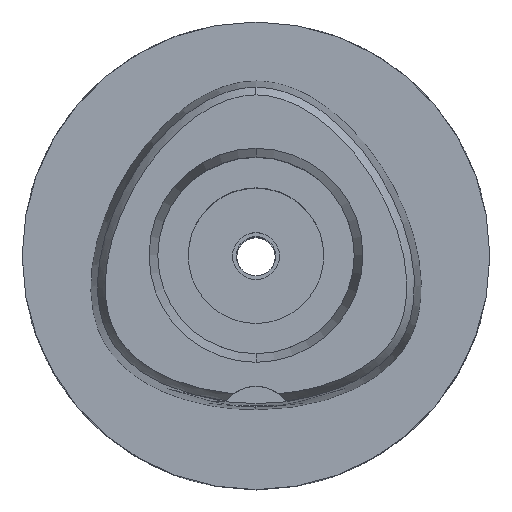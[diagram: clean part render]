
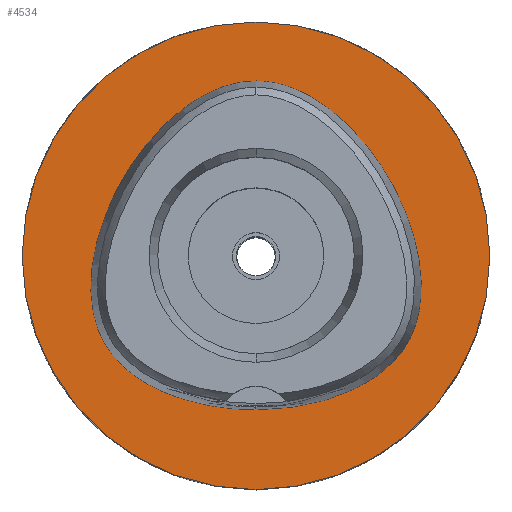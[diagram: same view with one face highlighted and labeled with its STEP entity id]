
A CAD part, top view. The second image highlights one B-rep face of the part: STEP entity #4534.
In plain terms, the highlighted planar face has unit normal (0, 0, 1).
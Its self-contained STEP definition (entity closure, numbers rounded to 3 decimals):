
#41 = FACE_BOUND ( 'NONE', #598, .T. ) ;
#92 = CARTESIAN_POINT ( 'NONE',  ( 14.788, -11.282, 0. ) ) ;
#115 = CARTESIAN_POINT ( 'NONE',  ( 7.968, 15.831, 0. ) ) ;
#141 = CARTESIAN_POINT ( 'NONE',  ( 8.947, -15.039, 0. ) ) ;
#171 = CARTESIAN_POINT ( 'NONE',  ( -11.466, 12.452, 0. ) ) ;
#251 = CARTESIAN_POINT ( 'NONE',  ( 0., 18.695, 0. ) ) ;
#364 = CARTESIAN_POINT ( 'NONE',  ( 0., 0., 0. ) ) ;
#439 = DIRECTION ( 'NONE',  ( 0., -1., 0. ) ) ;
#486 = CARTESIAN_POINT ( 'NONE',  ( 14.38, 8.302, 0. ) ) ;
#589 = CARTESIAN_POINT ( 'NONE',  ( -17.564, -5.456, 0. ) ) ;
#598 = EDGE_LOOP ( 'NONE', ( #1294, #3703 ) ) ;
#652 = VERTEX_POINT ( 'NONE', #3675 ) ;
#688 = B_SPLINE_CURVE_WITH_KNOTS ( 'NONE', 3,
 ( #2725, #4215, #4258, #141, #1985, #3452, #92, #4620, #866, #844, #3525, #4559, #3476, #2352, #3842, #486, #2379, #115, #2404, #2330, #3868, #2703 ),
 .UNSPECIFIED., .F., .F.,
 ( 4, 1, 1, 1, 1, 1, 1, 1, 1, 1, 1, 1, 1, 1, 1, 1, 1, 1, 1, 4 ),
 ( 0., 0.083, 0.167, 0.208, 0.25, 0.292, 0.312, 0.333, 0.354, 0.375, 0.417, 0.458, 0.5, 0.583, 0.667, 0.75, 0.833, 0.917, 0.958, 1. ),
 .UNSPECIFIED. ) ;
#747 = CARTESIAN_POINT ( 'NONE',  ( 0., 0., 0. ) ) ;
#844 = CARTESIAN_POINT ( 'NONE',  ( 16.669, -8.446, 0. ) ) ;
#866 = CARTESIAN_POINT ( 'NONE',  ( 16.206, -9.357, 0. ) ) ;
#952 = CARTESIAN_POINT ( 'NONE',  ( -17.165, -7.166, 0. ) ) ;
#978 = B_SPLINE_CURVE_WITH_KNOTS ( 'NONE', 3,
 ( #3954, #2034, #3165, #1272, #3530, #171, #1667, #2433, #4603, #3215, #589, #952, #3189, #4676, #2461, #2090, #1346, #2878, #3355, #2628, #3764, #1461 ),
 .UNSPECIFIED., .F., .F.,
 ( 4, 1, 1, 1, 1, 1, 1, 1, 1, 1, 1, 1, 1, 1, 1, 1, 1, 1, 1, 4 ),
 ( 0., 0.042, 0.083, 0.167, 0.25, 0.333, 0.417, 0.5, 0.542, 0.583, 0.625, 0.646, 0.667, 0.688, 0.708, 0.75, 0.792, 0.833, 0.917, 1. ),
 .UNSPECIFIED. ) ;
#1035 = ORIENTED_EDGE ( 'NONE', *, *, #1476, .F. ) ;
#1072 = DIRECTION ( 'NONE',  ( 0., 0., -1. ) ) ;
#1098 = PLANE ( 'NONE',  #2998 ) ;
#1142 = AXIS2_PLACEMENT_3D ( 'NONE', #3714, #2886, #4370 ) ;
#1272 = CARTESIAN_POINT ( 'NONE',  ( -4.729, 17.735, 0. ) ) ;
#1294 = ORIENTED_EDGE ( 'NONE', *, *, #4447, .F. ) ;
#1346 = CARTESIAN_POINT ( 'NONE',  ( -13.507, -12.483, 0. ) ) ;
#1461 = CARTESIAN_POINT ( 'NONE',  ( 0., -16.455, 0. ) ) ;
#1476 = EDGE_CURVE ( 'NONE', #2067, #4529, #3493, .T. ) ;
#1639 = ORIENTED_EDGE ( 'NONE', *, *, #4456, .F. ) ;
#1667 = CARTESIAN_POINT ( 'NONE',  ( -14.38, 8.302, 0. ) ) ;
#1985 = CARTESIAN_POINT ( 'NONE',  ( 11.687, -13.704, 0. ) ) ;
#2034 = CARTESIAN_POINT ( 'NONE',  ( -0.68, 18.695, 0. ) ) ;
#2067 = VERTEX_POINT ( 'NONE', #3169 ) ;
#2090 = CARTESIAN_POINT ( 'NONE',  ( -14.788, -11.282, 0. ) ) ;
#2330 = CARTESIAN_POINT ( 'NONE',  ( 2.041, 18.55, 0. ) ) ;
#2352 = CARTESIAN_POINT ( 'NONE',  ( 17.498, -0.229, 0. ) ) ;
#2379 = CARTESIAN_POINT ( 'NONE',  ( 11.466, 12.452, 0. ) ) ;
#2404 = CARTESIAN_POINT ( 'NONE',  ( 4.729, 17.735, 0. ) ) ;
#2433 = CARTESIAN_POINT ( 'NONE',  ( -16.517, 3.703, 0. ) ) ;
#2461 = CARTESIAN_POINT ( 'NONE',  ( -15.649, -10.213, 0. ) ) ;
#2490 = EDGE_CURVE ( 'NONE', #652, #3930, #688, .T. ) ;
#2628 = CARTESIAN_POINT ( 'NONE',  ( -5.051, -16.156, 0. ) ) ;
#2703 = CARTESIAN_POINT ( 'NONE',  ( 0., 18.695, 0. ) ) ;
#2725 = CARTESIAN_POINT ( 'NONE',  ( 0., -16.455, 0. ) ) ;
#2750 = EDGE_LOOP ( 'NONE', ( #1035, #1639 ) ) ;
#2878 = CARTESIAN_POINT ( 'NONE',  ( -11.687, -13.704, 0. ) ) ;
#2886 = DIRECTION ( 'NONE',  ( 0., 0., -1. ) ) ;
#2998 = AXIS2_PLACEMENT_3D ( 'NONE', #364, #1072, #4728 ) ;
#3165 = CARTESIAN_POINT ( 'NONE',  ( -2.041, 18.55, 0. ) ) ;
#3169 = CARTESIAN_POINT ( 'NONE',  ( 0., 25., 0. ) ) ;
#3189 = CARTESIAN_POINT ( 'NONE',  ( -16.669, -8.446, 0. ) ) ;
#3215 = CARTESIAN_POINT ( 'NONE',  ( -17.711, -3.269, 0. ) ) ;
#3355 = CARTESIAN_POINT ( 'NONE',  ( -8.947, -15.039, 0. ) ) ;
#3452 = CARTESIAN_POINT ( 'NONE',  ( 13.507, -12.483, 0. ) ) ;
#3476 = CARTESIAN_POINT ( 'NONE',  ( 17.711, -3.269, 0. ) ) ;
#3493 = CIRCLE ( 'NONE', #1142, 25. ) ;
#3525 = CARTESIAN_POINT ( 'NONE',  ( 17.165, -7.166, 0. ) ) ;
#3530 = CARTESIAN_POINT ( 'NONE',  ( -7.968, 15.831, 0. ) ) ;
#3675 = CARTESIAN_POINT ( 'NONE',  ( 0., -16.455, 0. ) ) ;
#3703 = ORIENTED_EDGE ( 'NONE', *, *, #2490, .F. ) ;
#3714 = CARTESIAN_POINT ( 'NONE',  ( 0., 0., 0. ) ) ;
#3720 = CARTESIAN_POINT ( 'NONE',  ( 0., -25., 0. ) ) ;
#3764 = CARTESIAN_POINT ( 'NONE',  ( -1.684, -16.455, 0. ) ) ;
#3842 = CARTESIAN_POINT ( 'NONE',  ( 16.517, 3.703, 0. ) ) ;
#3868 = CARTESIAN_POINT ( 'NONE',  ( 0.68, 18.695, 0. ) ) ;
#3930 = VERTEX_POINT ( 'NONE', #251 ) ;
#3954 = CARTESIAN_POINT ( 'NONE',  ( 0., 18.695, 0. ) ) ;
#4016 = AXIS2_PLACEMENT_3D ( 'NONE', #747, #4458, #439 ) ;
#4215 = CARTESIAN_POINT ( 'NONE',  ( 1.684, -16.455, 0. ) ) ;
#4258 = CARTESIAN_POINT ( 'NONE',  ( 5.051, -16.156, 0. ) ) ;
#4370 = DIRECTION ( 'NONE',  ( 0., 1., 0. ) ) ;
#4447 = EDGE_CURVE ( 'NONE', #3930, #652, #978, .T. ) ;
#4456 = EDGE_CURVE ( 'NONE', #4529, #2067, #4487, .T. ) ;
#4458 = DIRECTION ( 'NONE',  ( 0., 0., -1. ) ) ;
#4487 = CIRCLE ( 'NONE', #4016, 25. ) ;
#4503 = FACE_OUTER_BOUND ( 'NONE', #2750, .T. ) ;
#4529 = VERTEX_POINT ( 'NONE', #3720 ) ;
#4534 = ADVANCED_FACE ( 'NONE', ( #4503, #41 ), #1098, .F. ) ;
#4559 = CARTESIAN_POINT ( 'NONE',  ( 17.564, -5.456, 0. ) ) ;
#4603 = CARTESIAN_POINT ( 'NONE',  ( -17.498, -0.229, 0. ) ) ;
#4620 = CARTESIAN_POINT ( 'NONE',  ( 15.649, -10.213, 0. ) ) ;
#4676 = CARTESIAN_POINT ( 'NONE',  ( -16.206, -9.357, 0. ) ) ;
#4728 = DIRECTION ( 'NONE',  ( 0., -1., 0. ) ) ;
